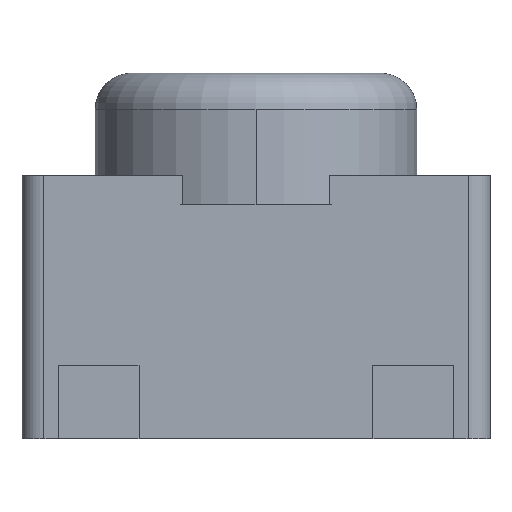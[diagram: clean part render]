
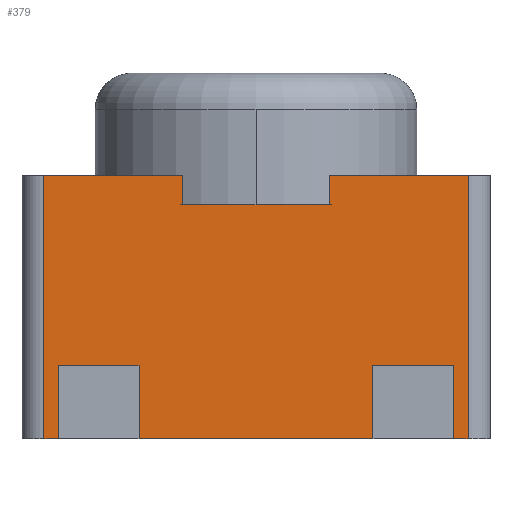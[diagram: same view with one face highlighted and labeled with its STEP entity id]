
A CAD part, left-side view. The second image highlights one B-rep face of the part: STEP entity #379.
In plain terms, the highlighted planar face has unit normal (-1, 0, 0).
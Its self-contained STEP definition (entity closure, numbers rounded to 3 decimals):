
#2 = ORIENTED_EDGE ( 'NONE', *, *, #1427, .F. ) ;
#7 = CARTESIAN_POINT ( 'NONE',  ( -2.1, -1.35, 0. ) ) ;
#9 = PLANE ( 'NONE',  #39 ) ;
#16 = DIRECTION ( 'NONE',  ( 1., 0., 0. ) ) ;
#20 = CARTESIAN_POINT ( 'NONE',  ( -2.1, -0.8, 0.5 ) ) ;
#27 = VERTEX_POINT ( 'NONE', #20 ) ;
#39 = AXIS2_PLACEMENT_3D ( 'NONE', #1090, #16, #773 ) ;
#48 = EDGE_CURVE ( 'NONE', #142, #466, #292, .T. ) ;
#49 = ORIENTED_EDGE ( 'NONE', *, *, #1342, .T. ) ;
#61 = EDGE_CURVE ( 'NONE', #433, #743, #1873, .T. ) ;
#73 = CARTESIAN_POINT ( 'NONE',  ( -2.1, 0.8, 0. ) ) ;
#84 = LINE ( 'NONE', #1025, #797 ) ;
#142 = VERTEX_POINT ( 'NONE', #802 ) ;
#147 = CARTESIAN_POINT ( 'NONE',  ( -2.1, -1.45, 1.8 ) ) ;
#182 = VERTEX_POINT ( 'NONE', #1445 ) ;
#188 = VECTOR ( 'NONE', #1098, 1000. ) ;
#200 = ORIENTED_EDGE ( 'NONE', *, *, #554, .T. ) ;
#203 = ORIENTED_EDGE ( 'NONE', *, *, #61, .F. ) ;
#205 = CARTESIAN_POINT ( 'NONE',  ( -2.1, 0.5, 1.6 ) ) ;
#210 = DIRECTION ( 'NONE',  ( 0., -1., 0. ) ) ;
#231 = LINE ( 'NONE', #205, #1708 ) ;
#251 = EDGE_CURVE ( 'NONE', #455, #1791, #1349, .T. ) ;
#254 = EDGE_CURVE ( 'NONE', #1053, #1080, #1626, .T. ) ;
#264 = CARTESIAN_POINT ( 'NONE',  ( -2.1, -0.8, 0. ) ) ;
#274 = LINE ( 'NONE', #707, #626 ) ;
#286 = LINE ( 'NONE', #1773, #1733 ) ;
#287 = CARTESIAN_POINT ( 'NONE',  ( -2.1, 1.6, 0.5 ) ) ;
#292 = LINE ( 'NONE', #432, #1444 ) ;
#341 = CARTESIAN_POINT ( 'NONE',  ( -2.1, 1.45, 0. ) ) ;
#354 = LINE ( 'NONE', #1274, #458 ) ;
#369 = CARTESIAN_POINT ( 'NONE',  ( -2.1, 1.6, 1.8 ) ) ;
#370 = ORIENTED_EDGE ( 'NONE', *, *, #254, .T. ) ;
#375 = VECTOR ( 'NONE', #1052, 1000. ) ;
#379 = ADVANCED_FACE ( 'NONE', ( #1622 ), #9, .F. ) ;
#422 = CARTESIAN_POINT ( 'NONE',  ( -2.1, 0.5, 1.6 ) ) ;
#426 = DIRECTION ( 'NONE',  ( 0., 0., 1. ) ) ;
#432 = CARTESIAN_POINT ( 'NONE',  ( -2.1, -0.5, 1.6 ) ) ;
#433 = VERTEX_POINT ( 'NONE', #73 ) ;
#451 = ORIENTED_EDGE ( 'NONE', *, *, #630, .T. ) ;
#455 = VERTEX_POINT ( 'NONE', #341 ) ;
#458 = VECTOR ( 'NONE', #496, 1000. ) ;
#462 = ORIENTED_EDGE ( 'NONE', *, *, #968, .T. ) ;
#466 = VERTEX_POINT ( 'NONE', #1436 ) ;
#483 = VECTOR ( 'NONE', #1006, 1000. ) ;
#496 = DIRECTION ( 'NONE',  ( 0., -1., 0. ) ) ;
#541 = DIRECTION ( 'NONE',  ( 0., 0., 1. ) ) ;
#554 = EDGE_CURVE ( 'NONE', #1183, #27, #274, .T. ) ;
#556 = DIRECTION ( 'NONE',  ( 0., -1., 0. ) ) ;
#626 = VECTOR ( 'NONE', #426, 1000. ) ;
#630 = EDGE_CURVE ( 'NONE', #1564, #455, #690, .T. ) ;
#640 = VERTEX_POINT ( 'NONE', #147 ) ;
#657 = LINE ( 'NONE', #369, #1097 ) ;
#672 = ORIENTED_EDGE ( 'NONE', *, *, #48, .F. ) ;
#689 = ORIENTED_EDGE ( 'NONE', *, *, #251, .T. ) ;
#690 = LINE ( 'NONE', #1983, #375 ) ;
#707 = CARTESIAN_POINT ( 'NONE',  ( -2.1, -0.8, 1.8 ) ) ;
#733 = DIRECTION ( 'NONE',  ( 0., 0., 1. ) ) ;
#743 = VERTEX_POINT ( 'NONE', #769 ) ;
#767 = CARTESIAN_POINT ( 'NONE',  ( -2.1, 1.6, 1.8 ) ) ;
#769 = CARTESIAN_POINT ( 'NONE',  ( -2.1, 0.8, 0.5 ) ) ;
#773 = DIRECTION ( 'NONE',  ( 0., 1., 0. ) ) ;
#797 = VECTOR ( 'NONE', #1805, 1000. ) ;
#802 = CARTESIAN_POINT ( 'NONE',  ( -2.1, -0.5, 1.6 ) ) ;
#816 = ORIENTED_EDGE ( 'NONE', *, *, #1165, .T. ) ;
#827 = LINE ( 'NONE', #1154, #1598 ) ;
#852 = EDGE_CURVE ( 'NONE', #466, #640, #657, .T. ) ;
#869 = CARTESIAN_POINT ( 'NONE',  ( -2.1, 1.45, 1.8 ) ) ;
#890 = ORIENTED_EDGE ( 'NONE', *, *, #1194, .F. ) ;
#935 = EDGE_LOOP ( 'NONE', ( #1413, #451, #689, #890, #816, #203, #1368, #200, #1516, #462, #49, #1428, #1744, #672, #2, #370 ) ) ;
#959 = LINE ( 'NONE', #287, #1504 ) ;
#968 = EDGE_CURVE ( 'NONE', #182, #1919, #827, .T. ) ;
#1006 = DIRECTION ( 'NONE',  ( 0., -1., 0. ) ) ;
#1025 = CARTESIAN_POINT ( 'NONE',  ( -2.1, 1.35, 1.8 ) ) ;
#1048 = VECTOR ( 'NONE', #541, 1000. ) ;
#1052 = DIRECTION ( 'NONE',  ( 0., 0., -1. ) ) ;
#1053 = VERTEX_POINT ( 'NONE', #422 ) ;
#1063 = CARTESIAN_POINT ( 'NONE',  ( -2.1, 0.5, 1.8 ) ) ;
#1080 = VERTEX_POINT ( 'NONE', #1063 ) ;
#1090 = CARTESIAN_POINT ( 'NONE',  ( -2.1, 1.6, 1.8 ) ) ;
#1097 = VECTOR ( 'NONE', #1743, 1000. ) ;
#1098 = DIRECTION ( 'NONE',  ( 0., -1., 0. ) ) ;
#1123 = EDGE_CURVE ( 'NONE', #1730, #640, #286, .T. ) ;
#1154 = CARTESIAN_POINT ( 'NONE',  ( -2.1, -1.35, 1.8 ) ) ;
#1165 = EDGE_CURVE ( 'NONE', #1652, #743, #1266, .T. ) ;
#1178 = VECTOR ( 'NONE', #1670, 1000. ) ;
#1183 = VERTEX_POINT ( 'NONE', #264 ) ;
#1194 = EDGE_CURVE ( 'NONE', #1652, #1791, #84, .T. ) ;
#1266 = LINE ( 'NONE', #1629, #1351 ) ;
#1274 = CARTESIAN_POINT ( 'NONE',  ( -2.1, 1.6, 0. ) ) ;
#1278 = DIRECTION ( 'NONE',  ( 0., -1., 0. ) ) ;
#1293 = DIRECTION ( 'NONE',  ( 0., 0., -1. ) ) ;
#1301 = CARTESIAN_POINT ( 'NONE',  ( -2.1, 1.6, 0. ) ) ;
#1313 = LINE ( 'NONE', #767, #188 ) ;
#1320 = CARTESIAN_POINT ( 'NONE',  ( -2.1, 0.5, 1.6 ) ) ;
#1327 = EDGE_CURVE ( 'NONE', #433, #1183, #354, .T. ) ;
#1342 = EDGE_CURVE ( 'NONE', #1919, #1730, #1592, .T. ) ;
#1349 = LINE ( 'NONE', #1764, #483 ) ;
#1351 = VECTOR ( 'NONE', #556, 1000. ) ;
#1368 = ORIENTED_EDGE ( 'NONE', *, *, #1327, .T. ) ;
#1413 = ORIENTED_EDGE ( 'NONE', *, *, #1874, .F. ) ;
#1427 = EDGE_CURVE ( 'NONE', #1053, #142, #231, .T. ) ;
#1428 = ORIENTED_EDGE ( 'NONE', *, *, #1123, .T. ) ;
#1436 = CARTESIAN_POINT ( 'NONE',  ( -2.1, -0.5, 1.8 ) ) ;
#1444 = VECTOR ( 'NONE', #733, 1000. ) ;
#1445 = CARTESIAN_POINT ( 'NONE',  ( -2.1, -1.35, 0.5 ) ) ;
#1459 = CARTESIAN_POINT ( 'NONE',  ( -2.1, 1.35, 0.5 ) ) ;
#1480 = CARTESIAN_POINT ( 'NONE',  ( -2.1, -1.45, 0. ) ) ;
#1504 = VECTOR ( 'NONE', #1901, 1000. ) ;
#1516 = ORIENTED_EDGE ( 'NONE', *, *, #1637, .T. ) ;
#1564 = VERTEX_POINT ( 'NONE', #869 ) ;
#1592 = LINE ( 'NONE', #1301, #1858 ) ;
#1598 = VECTOR ( 'NONE', #1293, 1000. ) ;
#1622 = FACE_OUTER_BOUND ( 'NONE', #935, .T. ) ;
#1626 = LINE ( 'NONE', #1320, #1048 ) ;
#1629 = CARTESIAN_POINT ( 'NONE',  ( -2.1, 1.6, 0.5 ) ) ;
#1637 = EDGE_CURVE ( 'NONE', #27, #182, #959, .T. ) ;
#1651 = CARTESIAN_POINT ( 'NONE',  ( -2.1, 0.8, 1.8 ) ) ;
#1652 = VERTEX_POINT ( 'NONE', #1459 ) ;
#1670 = DIRECTION ( 'NONE',  ( 0., 0., 1. ) ) ;
#1684 = CARTESIAN_POINT ( 'NONE',  ( -2.1, 1.35, 0. ) ) ;
#1708 = VECTOR ( 'NONE', #1278, 1000. ) ;
#1730 = VERTEX_POINT ( 'NONE', #1480 ) ;
#1733 = VECTOR ( 'NONE', #1958, 1000. ) ;
#1743 = DIRECTION ( 'NONE',  ( 0., -1., 0. ) ) ;
#1744 = ORIENTED_EDGE ( 'NONE', *, *, #852, .F. ) ;
#1764 = CARTESIAN_POINT ( 'NONE',  ( -2.1, 1.6, 0. ) ) ;
#1773 = CARTESIAN_POINT ( 'NONE',  ( -2.1, -1.45, 1.8 ) ) ;
#1791 = VERTEX_POINT ( 'NONE', #1684 ) ;
#1805 = DIRECTION ( 'NONE',  ( 0., 0., -1. ) ) ;
#1858 = VECTOR ( 'NONE', #210, 1000. ) ;
#1873 = LINE ( 'NONE', #1651, #1178 ) ;
#1874 = EDGE_CURVE ( 'NONE', #1564, #1080, #1313, .T. ) ;
#1901 = DIRECTION ( 'NONE',  ( 0., -1., 0. ) ) ;
#1919 = VERTEX_POINT ( 'NONE', #7 ) ;
#1958 = DIRECTION ( 'NONE',  ( 0., 0., 1. ) ) ;
#1983 = CARTESIAN_POINT ( 'NONE',  ( -2.1, 1.45, 1.8 ) ) ;
